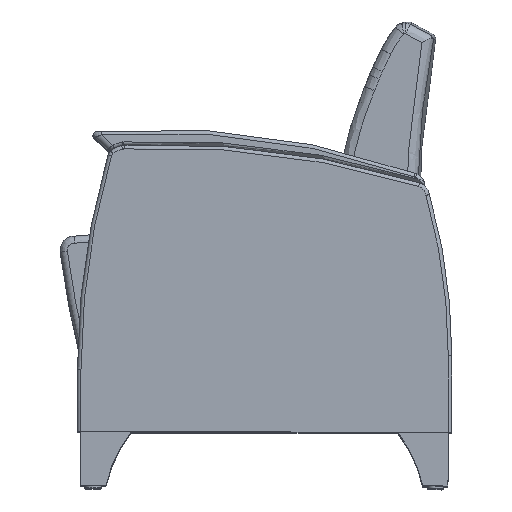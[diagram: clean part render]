
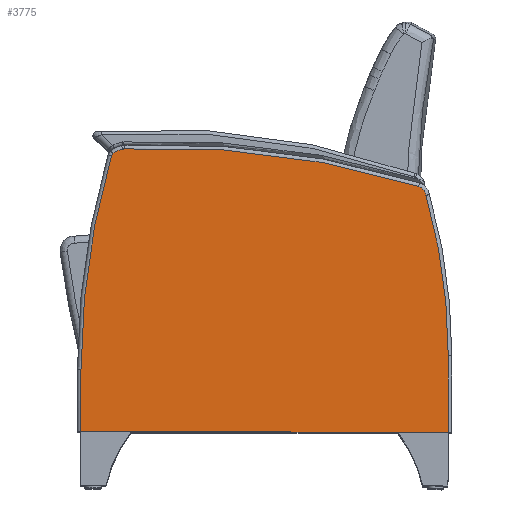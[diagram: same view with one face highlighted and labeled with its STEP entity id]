
A CAD part, top view. The second image highlights one B-rep face of the part: STEP entity #3775.
In plain terms, the highlighted planar face has unit normal (0, 0, 1).
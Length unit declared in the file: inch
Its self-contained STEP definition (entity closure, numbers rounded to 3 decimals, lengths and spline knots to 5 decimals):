
#245=LINE('',#9896,#363);
#247=LINE('',#9942,#365);
#263=LINE('',#10066,#381);
#363=VECTOR('',#4947,0.3937);
#365=VECTOR('',#4985,0.3937);
#381=VECTOR('',#5087,0.3937);
#460=PLANE('',#4225);
#694=CIRCLE('',#4156,0.25);
#698=CIRCLE('',#4161,53.84447);
#702=CIRCLE('',#4167,1.61874);
#705=CIRCLE('',#4171,0.75);
#708=CIRCLE('',#4175,59.75);
#710=CIRCLE('',#4178,0.75);
#713=CIRCLE('',#4183,40.58554);
#989=FACE_OUTER_BOUND('',#1247,.T.);
#1247=EDGE_LOOP('',(#3197,#3198,#3199,#3200,#3201,#3202,#3203,#3204,#3205,
#3206));
#1682=VERTEX_POINT('',#9857);
#1683=VERTEX_POINT('',#9858);
#1687=VERTEX_POINT('',#9879);
#1689=VERTEX_POINT('',#9894);
#1690=VERTEX_POINT('',#9898);
#1692=VERTEX_POINT('',#9904);
#1694=VERTEX_POINT('',#9910);
#1697=VERTEX_POINT('',#9918);
#1698=VERTEX_POINT('',#9935);
#1701=VERTEX_POINT('',#9940);
#2167=EDGE_CURVE('',#1682,#1683,#694,.T.);
#2173=EDGE_CURVE('',#1687,#1682,#698,.T.);
#2176=EDGE_CURVE('',#1689,#1687,#245,.T.);
#2179=EDGE_CURVE('',#1683,#1690,#702,.T.);
#2182=EDGE_CURVE('',#1690,#1692,#705,.T.);
#2185=EDGE_CURVE('',#1692,#1694,#708,.T.);
#2187=EDGE_CURVE('',#1694,#1697,#710,.T.);
#2192=EDGE_CURVE('',#1701,#1698,#247,.T.);
#2193=EDGE_CURVE('',#1697,#1701,#713,.T.);
#2234=EDGE_CURVE('',#1698,#1689,#263,.T.);
#3197=ORIENTED_EDGE('',*,*,#2176,.F.);
#3198=ORIENTED_EDGE('',*,*,#2234,.F.);
#3199=ORIENTED_EDGE('',*,*,#2192,.F.);
#3200=ORIENTED_EDGE('',*,*,#2193,.F.);
#3201=ORIENTED_EDGE('',*,*,#2187,.F.);
#3202=ORIENTED_EDGE('',*,*,#2185,.F.);
#3203=ORIENTED_EDGE('',*,*,#2182,.F.);
#3204=ORIENTED_EDGE('',*,*,#2179,.F.);
#3205=ORIENTED_EDGE('',*,*,#2167,.F.);
#3206=ORIENTED_EDGE('',*,*,#2173,.F.);
#3775=ADVANCED_FACE('',(#989),#460,.T.);
#4156=AXIS2_PLACEMENT_3D('',#9859,#4930,#4931);
#4161=AXIS2_PLACEMENT_3D('',#9890,#4940,#4941);
#4167=AXIS2_PLACEMENT_3D('',#9902,#4954,#4955);
#4171=AXIS2_PLACEMENT_3D('',#9908,#4962,#4963);
#4175=AXIS2_PLACEMENT_3D('',#9914,#4970,#4971);
#4178=AXIS2_PLACEMENT_3D('',#9919,#4976,#4977);
#4183=AXIS2_PLACEMENT_3D('',#9944,#4988,#4989);
#4225=AXIS2_PLACEMENT_3D('',#10067,#5088,#5089);
#4930=DIRECTION('center_axis',(0.,0.,-1.));
#4931=DIRECTION('ref_axis',(-0.844,0.537,0.));
#4940=DIRECTION('center_axis',(0.,0.,-1.));
#4941=DIRECTION('ref_axis',(-0.99,0.14,0.));
#4947=DIRECTION('',(0.,1.,0.));
#4954=DIRECTION('center_axis',(0.,0.,-1.));
#4955=DIRECTION('ref_axis',(-0.425,0.905,0.));
#4962=DIRECTION('center_axis',(0.,0.,-1.));
#4963=DIRECTION('ref_axis',(-0.128,0.992,0.));
#4970=DIRECTION('center_axis',(0.,0.,-1.));
#4971=DIRECTION('ref_axis',(0.124,0.992,0.));
#4976=DIRECTION('center_axis',(0.,0.,-1.));
#4977=DIRECTION('ref_axis',(0.761,0.649,0.));
#4985=DIRECTION('',(0.,-1.,0.));
#4988=DIRECTION('center_axis',(0.,0.,-1.));
#4989=DIRECTION('ref_axis',(0.99,0.139,0.));
#5087=DIRECTION('',(-1.,0.,0.));
#5088=DIRECTION('center_axis',(0.,0.,1.));
#5089=DIRECTION('ref_axis',(1.,0.,0.));
#9857=CARTESIAN_POINT('',(-12.3965,20.65936,2.75));
#9858=CARTESIAN_POINT('',(-12.30759,20.8021,2.75));
#9859=CARTESIAN_POINT('Origin',(-12.15221,20.60625,2.75));
#9879=CARTESIAN_POINT('',(-14.50196,5.72409,2.75));
#9890=CARTESIAN_POINT('Origin',(39.34251,5.74957,2.75));
#9894=CARTESIAN_POINT('',(-14.50196,1.38751,2.75));
#9896=CARTESIAN_POINT('',(-14.50196,5.41302,2.75));
#9898=CARTESIAN_POINT('',(-11.63546,21.11791,2.75));
#9902=CARTESIAN_POINT('Origin',(-11.3015,19.534,2.75));
#9904=CARTESIAN_POINT('',(-11.51791,21.13312,2.75));
#9908=CARTESIAN_POINT('Origin',(-11.48073,20.38404,2.75));
#9910=CARTESIAN_POINT('',(9.03893,18.55741,2.75));
#9914=CARTESIAN_POINT('Origin',(-8.55543,-38.54339,2.75));
#9918=CARTESIAN_POINT('',(9.56287,17.92892,2.75));
#9919=CARTESIAN_POINT('Origin',(8.81808,17.84066,2.75));
#9935=CARTESIAN_POINT('',(11.14024,1.38751,2.75));
#9940=CARTESIAN_POINT('',(11.14024,6.72403,2.75));
#9942=CARTESIAN_POINT('',(11.14024,8.58129,2.75));
#9944=CARTESIAN_POINT('Origin',(-29.4453,6.72403,2.75));
#10066=CARTESIAN_POINT('',(12.28079,1.38751,2.75));
#10067=CARTESIAN_POINT('Origin',(-1.61059,10.43854,2.75));
